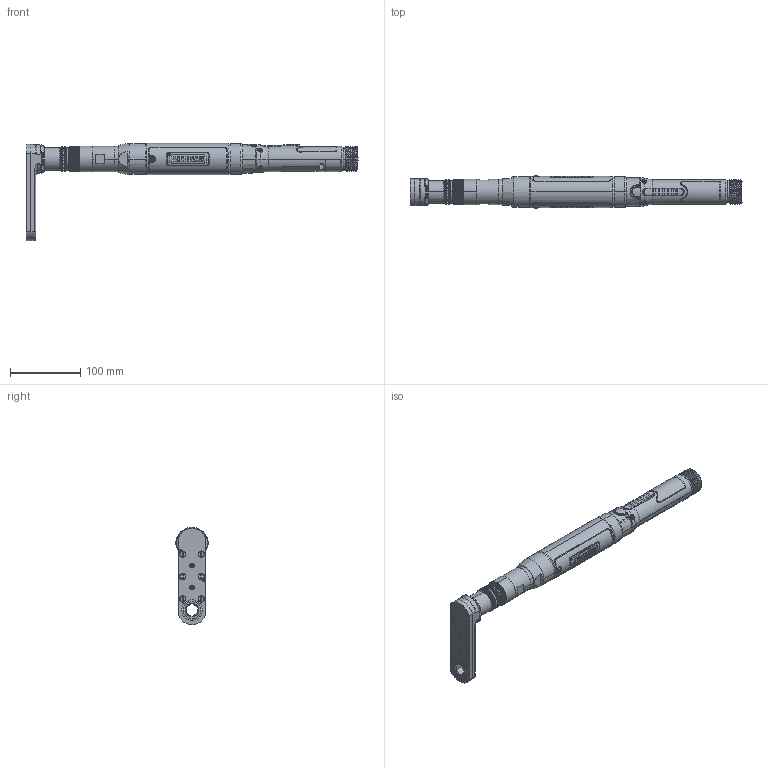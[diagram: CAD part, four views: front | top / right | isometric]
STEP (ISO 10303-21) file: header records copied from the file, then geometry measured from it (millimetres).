
FILE_DESCRIPTION((''),'2;1');
FILE_NAME('EB33LC624-28','2018-07-09T',('CEG0317'),(''),'PRO/ENGINEER BY PARAMETRIC TECHNOLOGY CORPORATION, 2016360','PRO/ENGINEER BY PARAMETRIC TECHNOLOGY CORPORATION, 2016360','');
FILE_SCHEMA(('CONFIG_CONTROL_DESIGN'));
Products named in the file (1): EB33LC624-28
Bounding box: 471.23 x 45.57 x 138.11 mm (x, y, z)
Surface area: 137018 mm2 (no closed solid volume)
Topology: 0 solids, 108 shells, 2128 faces, 7394 edges, 5160 vertices
Faces by surface type: plane 596, cylinder 592, bspline 377, cone 317, torus 143, extrusion 62, sphere 41
Entity records: 110773 total; most frequent: CARTESIAN_POINT 54649, ORIENTED_EDGE 11811, DIRECTION 9644, EDGE_CURVE 7392, VERTEX_POINT 5160, AXIS2_PLACEMENT_3D 3620, B_SPLINE_CURVE_WITH_KNOTS 3181, VECTOR 2404
